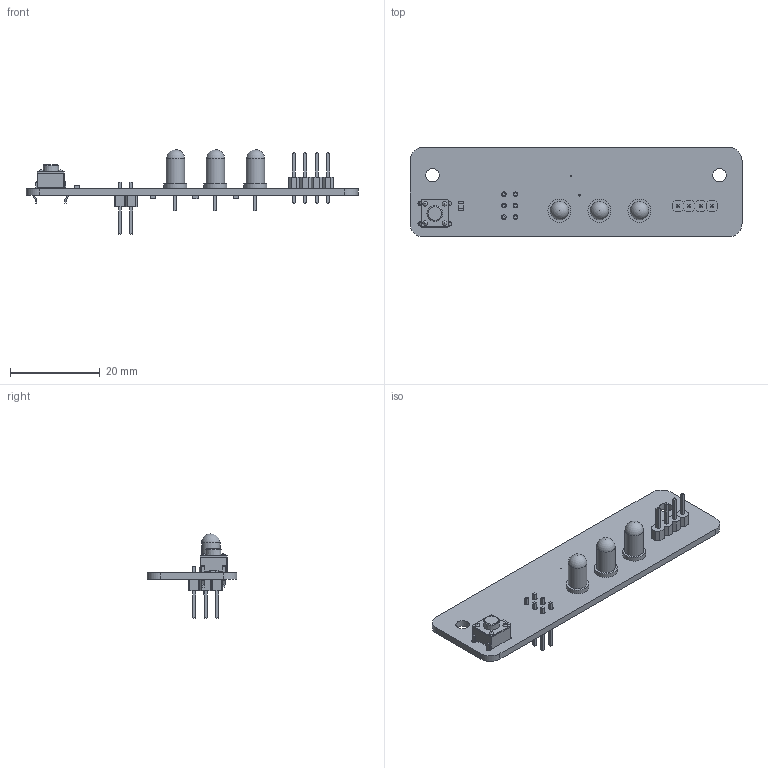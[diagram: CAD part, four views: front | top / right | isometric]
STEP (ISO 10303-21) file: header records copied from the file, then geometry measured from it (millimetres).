
FILE_DESCRIPTION(/* description */ (''),/* implementation_level */ '2;1');
FILE_NAME(/* name */ 'board_up.stp',/* time_stamp */ '2023-07-09T13:28:34+02:00',/* author */ ('Kamil'),/* organization */ (''),/* preprocessor_version */ 'ST-DEVELOPER v19',/* originating_system */ 'Autodesk Inventor 2023',/* authorisation */ '');
FILE_SCHEMA (('AUTOMOTIVE_DESIGN { 1 0 10303 214 3 1 1 }'));
Length unit declared in the file: millimetre
Products named in the file (8): PRE; Board; Packages; LED5MM; 2X03; R0805; 1X03; TS6-THT_H-5.0
Assembly tree (13 placements, depth 3):
  PRE
    Board
    Packages
      LED5MM  x3
      2X03
      R0805  x4
    1X03  x2
    TS6-THT_H-5.0
Bounding box: 73.8 x 20 x 18.8 mm (x, y, z)
Volume: 2875.6 mm3; surface area: 4713 mm2
Topology: 18 solids, 18 shells, 567 faces, 1380 edges, 888 vertices
Faces by surface type: plane 491, cylinder 67, bspline 4, sphere 3, cone 1, torus 1
Full cylindrical faces by diameter (mm): 0.35 x2, 0.8 x8, 0.813 x6, 1 x8, 1.016 x6, 3 x2, 3.5 x1, 4.1 x3, 5.1 x3
Entity records: 13394 total; most frequent: CARTESIAN_POINT 2598, ORIENTED_EDGE 2050, DIRECTION 2044, EDGE_CURVE 1025, LINE 872, VECTOR 872, VERTEX_POINT 660, AXIS2_PLACEMENT_3D 586
